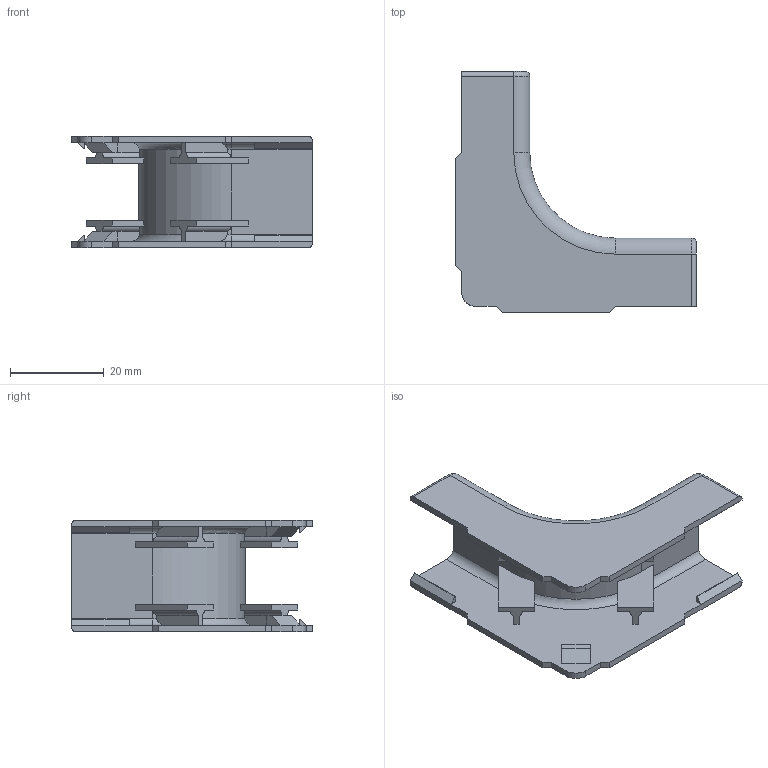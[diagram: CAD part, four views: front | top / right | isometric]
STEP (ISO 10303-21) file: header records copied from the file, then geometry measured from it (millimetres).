
FILE_DESCRIPTION (( 'STEP AP214' ), '1' );
FILE_NAME ('LCSR14x21-IC-W_3D.step', '2024-10-28T19:58:06', ( '' ), ( '' ), 'SwSTEP 2.0', 'SolidWorks 2022', '' );
FILE_SCHEMA (( 'AUTOMOTIVE_DESIGN' ));
Length unit declared in the file: inch
Products named in the file (1): LCSR14x21-IC-W_3D
Bounding box: 51.3 x 51.3 x 23.8 mm (x, y, z)
Volume: 6453.2 mm3; surface area: 9443.6 mm2
Topology: 1 solids, 1 shells, 130 faces, 358 edges, 232 vertices
Faces by surface type: plane 88, cylinder 30, torus 12
Entity records: 4234 total; most frequent: CARTESIAN_POINT 853, ORIENTED_EDGE 716, DIRECTION 676, EDGE_CURVE 358, LINE 270, VECTOR 270, VERTEX_POINT 232, AXIS2_PLACEMENT_3D 203
